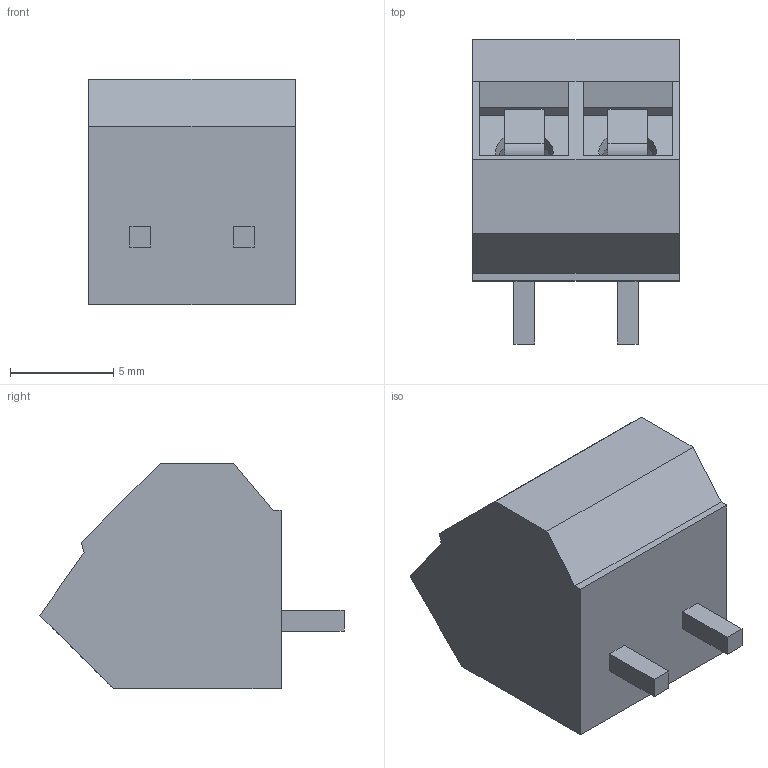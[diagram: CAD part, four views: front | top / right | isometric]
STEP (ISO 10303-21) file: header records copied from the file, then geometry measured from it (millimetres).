
FILE_DESCRIPTION((''),'2;1');
FILE_NAME('395430202','2015-02-25T',('me'),(''),'PRO/ENGINEER BY PARAMETRIC TECHNOLOGY CORPORATION, 2011490','PRO/ENGINEER BY PARAMETRIC TECHNOLOGY CORPORATION, 2011490','');
FILE_SCHEMA(('CONFIG_CONTROL_DESIGN'));
Length unit declared in the file: inch
Products named in the file (1): 395430202
Bounding box: 10.01 x 14.73 x 10.92 mm (x, y, z)
Volume: 880.1 mm3; surface area: 861.5 mm2
Topology: 1 solids, 1 shells, 99 faces, 251 edges, 166 vertices
Faces by surface type: plane 59, cylinder 16, torus 16, cone 4, bspline 4
Entity records: 3224 total; most frequent: CARTESIAN_POINT 765, DIRECTION 499, ORIENTED_EDGE 490, EDGE_CURVE 245, AXIS2_PLACEMENT_3D 172, VERTEX_POINT 158, VECTOR 155, LINE 155
